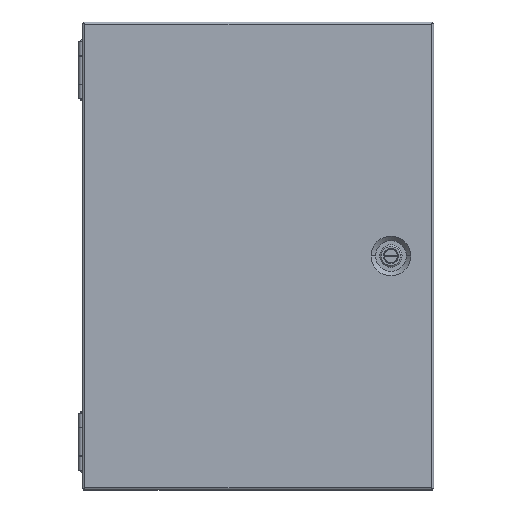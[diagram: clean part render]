
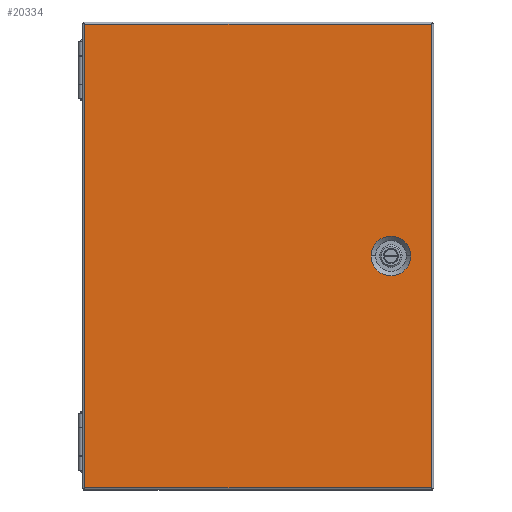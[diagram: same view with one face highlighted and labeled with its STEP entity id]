
A CAD part, top view. The second image highlights one B-rep face of the part: STEP entity #20334.
In plain terms, the highlighted planar face has unit normal (0, 0, 1).
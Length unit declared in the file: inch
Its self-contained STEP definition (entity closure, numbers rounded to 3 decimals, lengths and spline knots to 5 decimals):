
#137 = ORIENTED_EDGE ( 'NONE', *, *, #13496, .T. ) ;
#956 = CIRCLE ( 'NONE', #2487, 0.69489 ) ;
#1221 = LINE ( 'NONE', #13841, #23419 ) ;
#1562 = VECTOR ( 'NONE', #7406, 39.37008 ) ;
#2487 = AXIS2_PLACEMENT_3D ( 'NONE', #3752, #21931, #3880 ) ;
#2566 = CARTESIAN_POINT ( 'NONE',  ( 3.93361, 0.0005, 6.118 ) ) ;
#2671 = CARTESIAN_POINT ( 'NONE',  ( -6.0855, 8.1045, 6.118 ) ) ;
#2705 = DIRECTION ( 'NONE',  ( 1., 0., 0. ) ) ;
#3139 = EDGE_CURVE ( 'NONE', #6698, #18441, #5482, .T. ) ;
#3291 = DIRECTION ( 'NONE',  ( 0., -1., 0. ) ) ;
#3619 = EDGE_LOOP ( 'NONE', ( #137, #16450 ) ) ;
#3752 = CARTESIAN_POINT ( 'NONE',  ( 4.6285, 0.0005, 6.118 ) ) ;
#3834 = DIRECTION ( 'NONE',  ( 1., 0., 0. ) ) ;
#3880 = DIRECTION ( 'NONE',  ( 1., 0., 0. ) ) ;
#4146 = CARTESIAN_POINT ( 'NONE',  ( 5.32339, 0.0005, 6.118 ) ) ;
#4199 = ORIENTED_EDGE ( 'NONE', *, *, #16801, .T. ) ;
#4918 = EDGE_CURVE ( 'NONE', #20223, #16996, #14797, .T. ) ;
#4969 = CARTESIAN_POINT ( 'NONE',  ( -6.0855, -8.1035, 6.118 ) ) ;
#5482 = LINE ( 'NONE', #21976, #1562 ) ;
#6698 = VERTEX_POINT ( 'NONE', #8053 ) ;
#7011 = LINE ( 'NONE', #4969, #8428 ) ;
#7122 = AXIS2_PLACEMENT_3D ( 'NONE', #21340, #21225, #2705 ) ;
#7180 = VECTOR ( 'NONE', #3834, 39.37008 ) ;
#7406 = DIRECTION ( 'NONE',  ( -1., 0., 0. ) ) ;
#8053 = CARTESIAN_POINT ( 'NONE',  ( 6.0425, 8.1045, 6.118 ) ) ;
#8061 = ORIENTED_EDGE ( 'NONE', *, *, #4918, .T. ) ;
#8288 = ORIENTED_EDGE ( 'NONE', *, *, #18156, .T. ) ;
#8428 = VECTOR ( 'NONE', #3291, 39.37008 ) ;
#9097 = PLANE ( 'NONE',  #19238 ) ;
#9831 = CIRCLE ( 'NONE', #7122, 0.69489 ) ;
#9846 = CARTESIAN_POINT ( 'NONE',  ( -6.0855, -8.1035, 6.118 ) ) ;
#10348 = DIRECTION ( 'NONE',  ( 0., 1., 0. ) ) ;
#10505 = EDGE_CURVE ( 'NONE', #10874, #18032, #9831, .T. ) ;
#10787 = FACE_OUTER_BOUND ( 'NONE', #22627, .T. ) ;
#10874 = VERTEX_POINT ( 'NONE', #2566 ) ;
#10906 = CARTESIAN_POINT ( 'NONE',  ( 6.0425, -8.1035, 6.118 ) ) ;
#13363 = ORIENTED_EDGE ( 'NONE', *, *, #3139, .T. ) ;
#13496 = EDGE_CURVE ( 'NONE', #18032, #10874, #956, .T. ) ;
#13841 = CARTESIAN_POINT ( 'NONE',  ( 6.0425, -8.1035, 6.118 ) ) ;
#14036 = DIRECTION ( 'NONE',  ( 0., 0., 1. ) ) ;
#14689 = CARTESIAN_POINT ( 'NONE',  ( 6.0425, -8.1035, 6.118 ) ) ;
#14797 = LINE ( 'NONE', #17712, #7180 ) ;
#16450 = ORIENTED_EDGE ( 'NONE', *, *, #10505, .T. ) ;
#16801 = EDGE_CURVE ( 'NONE', #16996, #6698, #1221, .T. ) ;
#16996 = VERTEX_POINT ( 'NONE', #14689 ) ;
#17712 = CARTESIAN_POINT ( 'NONE',  ( 6.0425, -8.1035, 6.118 ) ) ;
#18032 = VERTEX_POINT ( 'NONE', #4146 ) ;
#18156 = EDGE_CURVE ( 'NONE', #18441, #20223, #7011, .T. ) ;
#18241 = FACE_BOUND ( 'NONE', #3619, .T. ) ;
#18441 = VERTEX_POINT ( 'NONE', #2671 ) ;
#19238 = AXIS2_PLACEMENT_3D ( 'NONE', #10906, #14036, #21375 ) ;
#20223 = VERTEX_POINT ( 'NONE', #9846 ) ;
#20334 = ADVANCED_FACE ( 'NONE', ( #18241, #10787 ), #9097, .T. ) ;
#21225 = DIRECTION ( 'NONE',  ( 0., 0., -1. ) ) ;
#21340 = CARTESIAN_POINT ( 'NONE',  ( 4.6285, 0.0005, 6.118 ) ) ;
#21375 = DIRECTION ( 'NONE',  ( 1., 0., 0. ) ) ;
#21931 = DIRECTION ( 'NONE',  ( 0., 0., -1. ) ) ;
#21976 = CARTESIAN_POINT ( 'NONE',  ( 6.0425, 8.1045, 6.118 ) ) ;
#22627 = EDGE_LOOP ( 'NONE', ( #13363, #8288, #8061, #4199 ) ) ;
#23419 = VECTOR ( 'NONE', #10348, 39.37008 ) ;
